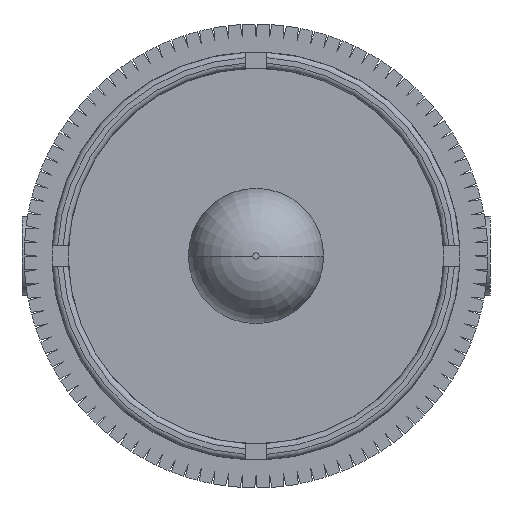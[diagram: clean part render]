
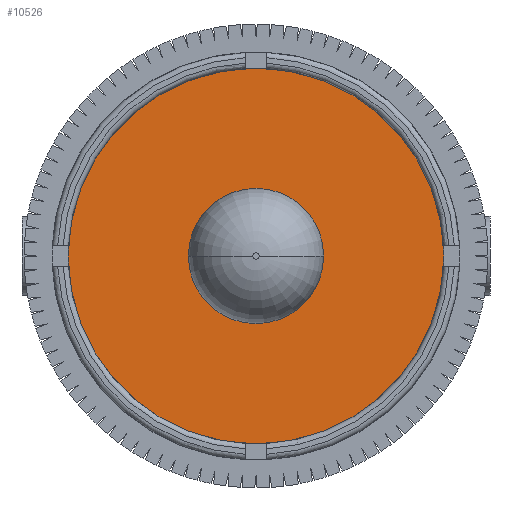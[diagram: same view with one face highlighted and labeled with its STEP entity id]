
A CAD part, front view. The second image highlights one B-rep face of the part: STEP entity #10526.
In plain terms, the highlighted planar face has unit normal (0, -1, 0).
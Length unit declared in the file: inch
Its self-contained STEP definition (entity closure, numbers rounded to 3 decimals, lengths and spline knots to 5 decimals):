
#5497 = DIRECTION ( 'NONE',  ( 1., 0., 0. ) ) ;
#5498 = DIRECTION ( 'NONE',  ( 0., -1., 0. ) ) ;
#5499 = CARTESIAN_POINT ( 'NONE',  ( 0., -0.239, 0. ) ) ;
#5500 = AXIS2_PLACEMENT_3D ( 'NONE', #5499, #5498, #5497 ) ;
#5501 = CIRCLE ( 'NONE', #5500, 0.175 ) ;
#5502 = DIRECTION ( 'NONE',  ( 1., 0., 0. ) ) ;
#5503 = DIRECTION ( 'NONE',  ( 0., -1., 0. ) ) ;
#5504 = CARTESIAN_POINT ( 'NONE',  ( 0., -0.239, 0. ) ) ;
#5505 = AXIS2_PLACEMENT_3D ( 'NONE', #5504, #5503, #5502 ) ;
#5506 = PLANE ( 'NONE',  #5505 ) ;
#5507 = FACE_BOUND ( 'NONE', #10548, .T. ) ;
#5508 = FACE_OUTER_BOUND ( 'NONE', #10527, .T. ) ;
#5557 = DIRECTION ( 'NONE',  ( 1., 0., 0. ) ) ;
#5558 = DIRECTION ( 'NONE',  ( 0., -1., 0. ) ) ;
#5559 = CARTESIAN_POINT ( 'NONE',  ( 0., -0.239, 0. ) ) ;
#5560 = AXIS2_PLACEMENT_3D ( 'NONE', #5559, #5558, #5557 ) ;
#5561 = CIRCLE ( 'NONE', #5560, 0.063 ) ;
#7136 = VERTEX_POINT ( 'NONE', #12875 ) ;
#7142 = EDGE_CURVE ( 'NONE', #7143, #7144, #12868, .T. ) ;
#7143 = VERTEX_POINT ( 'NONE', #12859 ) ;
#7144 = VERTEX_POINT ( 'NONE', #12858 ) ;
#7236 = VERTEX_POINT ( 'NONE', #12735 ) ;
#7238 = EDGE_CURVE ( 'NONE', #7236, #7136, #12734, .T. ) ;
#10526 = ADVANCED_FACE ( 'NONE', ( #5508, #5507 ), #5506, .T. ) ;
#10527 = EDGE_LOOP ( 'NONE', ( #10528, #10547 ) ) ;
#10528 = ORIENTED_EDGE ( 'NONE', *, *, #10529, .T. ) ;
#10529 = EDGE_CURVE ( 'NONE', #7144, #7143, #5501, .T. ) ;
#10547 = ORIENTED_EDGE ( 'NONE', *, *, #7142, .T. ) ;
#10548 = EDGE_LOOP ( 'NONE', ( #10549, #10551 ) ) ;
#10549 = ORIENTED_EDGE ( 'NONE', *, *, #10550, .F. ) ;
#10550 = EDGE_CURVE ( 'NONE', #7136, #7236, #5561, .T. ) ;
#10551 = ORIENTED_EDGE ( 'NONE', *, *, #7238, .F. ) ;
#12730 = DIRECTION ( 'NONE',  ( 1., 0., 0. ) ) ;
#12731 = DIRECTION ( 'NONE',  ( 0., -1., 0. ) ) ;
#12732 = CARTESIAN_POINT ( 'NONE',  ( 0., -0.239, 0. ) ) ;
#12733 = AXIS2_PLACEMENT_3D ( 'NONE', #12732, #12731, #12730 ) ;
#12734 = CIRCLE ( 'NONE', #12733, 0.063 ) ;
#12735 = CARTESIAN_POINT ( 'NONE',  ( 0.063, -0.239, 0. ) ) ;
#12858 = CARTESIAN_POINT ( 'NONE',  ( 0.175, -0.239, 0. ) ) ;
#12859 = CARTESIAN_POINT ( 'NONE',  ( -0.175, -0.239, 0. ) ) ;
#12860 = DIRECTION ( 'NONE',  ( 1., 0., 0. ) ) ;
#12861 = DIRECTION ( 'NONE',  ( 0., -1., 0. ) ) ;
#12862 = CARTESIAN_POINT ( 'NONE',  ( 0., -0.239, 0. ) ) ;
#12863 = AXIS2_PLACEMENT_3D ( 'NONE', #12862, #12861, #12860 ) ;
#12868 = CIRCLE ( 'NONE', #12863, 0.175 ) ;
#12875 = CARTESIAN_POINT ( 'NONE',  ( -0.063, -0.239, 0. ) ) ;
